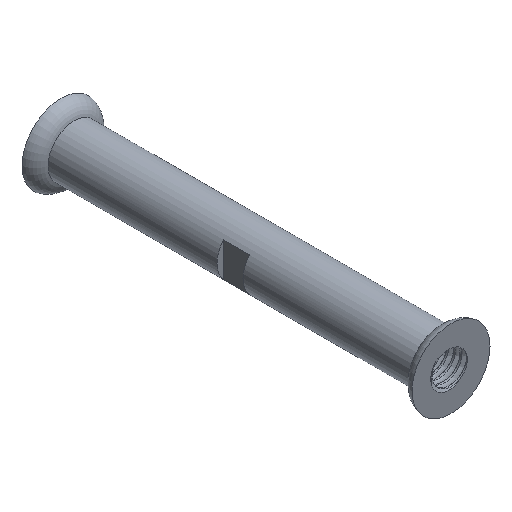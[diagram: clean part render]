
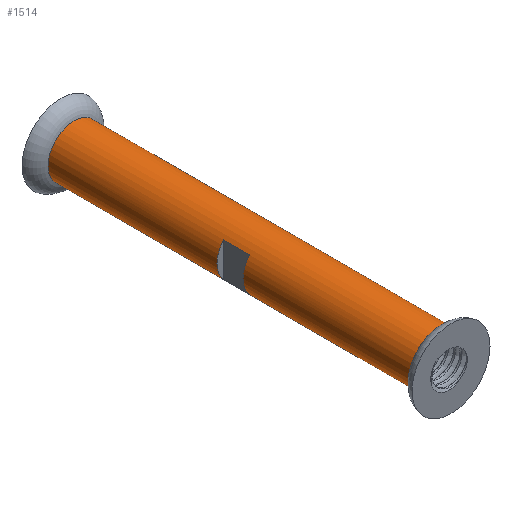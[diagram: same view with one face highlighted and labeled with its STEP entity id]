
A CAD part, isometric view. The second image highlights one B-rep face of the part: STEP entity #1514.
In plain terms, the highlighted cylindrical face has radius 4 mm (diameter 8 mm), a full revolution.
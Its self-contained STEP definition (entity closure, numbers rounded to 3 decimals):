
#15=FACE_BOUND('',#200,.T.);
#116=FACE_OUTER_BOUND('',#199,.T.);
#199=EDGE_LOOP('',(#1341,#1342,#1343,#1344,#1345,#1346,#1347,#1348,#1349,
#1350,#1351,#1352,#1353,#1354));
#200=EDGE_LOOP('',(#1355,#1356,#1357,#1358));
#217=CIRCLE('',#1608,4.);
#218=CIRCLE('',#1610,4.);
#219=CIRCLE('',#1613,4.);
#220=CIRCLE('',#1614,4.);
#221=CIRCLE('',#1617,4.);
#222=CIRCLE('',#1618,4.);
#225=CIRCLE('',#1626,4.);
#226=CIRCLE('',#1627,4.);
#229=CIRCLE('',#1631,4.);
#230=CIRCLE('',#1632,4.);
#429=LINE('',#6568,#501);
#430=LINE('',#6569,#502);
#432=LINE('',#6579,#504);
#434=LINE('',#6582,#506);
#437=LINE('',#6612,#509);
#438=LINE('',#6613,#510);
#501=VECTOR('',#1862,10.);
#502=VECTOR('',#1863,10.);
#504=VECTOR('',#1873,10.);
#506=VECTOR('',#1875,10.);
#509=VECTOR('',#1914,4.);
#510=VECTOR('',#1915,4.);
#649=VERTEX_POINT('',#6558);
#650=VERTEX_POINT('',#6559);
#651=VERTEX_POINT('',#6563);
#652=VERTEX_POINT('',#6564);
#653=VERTEX_POINT('',#6571);
#654=VERTEX_POINT('',#6572);
#655=VERTEX_POINT('',#6574);
#656=VERTEX_POINT('',#6578);
#657=VERTEX_POINT('',#6580);
#658=VERTEX_POINT('',#6584);
#662=VERTEX_POINT('',#6598);
#663=VERTEX_POINT('',#6600);
#665=VERTEX_POINT('',#6606);
#666=VERTEX_POINT('',#6608);
#875=EDGE_CURVE('',#649,#650,#217,.T.);
#877=EDGE_CURVE('',#651,#652,#218,.T.);
#879=EDGE_CURVE('',#652,#649,#429,.T.);
#880=EDGE_CURVE('',#650,#651,#430,.T.);
#881=EDGE_CURVE('',#653,#654,#219,.T.);
#883=EDGE_CURVE('',#654,#655,#220,.T.);
#884=EDGE_CURVE('',#656,#653,#432,.T.);
#886=EDGE_CURVE('',#655,#657,#434,.T.);
#887=EDGE_CURVE('',#657,#658,#221,.T.);
#888=EDGE_CURVE('',#658,#656,#222,.T.);
#893=EDGE_CURVE('',#663,#662,#225,.T.);
#894=EDGE_CURVE('',#662,#663,#226,.T.);
#897=EDGE_CURVE('',#666,#665,#229,.T.);
#898=EDGE_CURVE('',#665,#666,#230,.T.);
#899=EDGE_CURVE('',#663,#654,#437,.T.);
#900=EDGE_CURVE('',#658,#666,#438,.T.);
#1341=ORIENTED_EDGE('',*,*,#893,.T.);
#1342=ORIENTED_EDGE('',*,*,#894,.T.);
#1343=ORIENTED_EDGE('',*,*,#899,.T.);
#1344=ORIENTED_EDGE('',*,*,#883,.T.);
#1345=ORIENTED_EDGE('',*,*,#886,.T.);
#1346=ORIENTED_EDGE('',*,*,#887,.T.);
#1347=ORIENTED_EDGE('',*,*,#900,.T.);
#1348=ORIENTED_EDGE('',*,*,#897,.T.);
#1349=ORIENTED_EDGE('',*,*,#898,.T.);
#1350=ORIENTED_EDGE('',*,*,#900,.F.);
#1351=ORIENTED_EDGE('',*,*,#888,.T.);
#1352=ORIENTED_EDGE('',*,*,#884,.T.);
#1353=ORIENTED_EDGE('',*,*,#881,.T.);
#1354=ORIENTED_EDGE('',*,*,#899,.F.);
#1355=ORIENTED_EDGE('',*,*,#877,.T.);
#1356=ORIENTED_EDGE('',*,*,#879,.T.);
#1357=ORIENTED_EDGE('',*,*,#875,.T.);
#1358=ORIENTED_EDGE('',*,*,#880,.T.);
#1433=CYLINDRICAL_SURFACE('',#1633,4.);
#1514=ADVANCED_FACE('',(#116,#15),#1433,.T.);
#1608=AXIS2_PLACEMENT_3D('',#6560,#1852,#1853);
#1610=AXIS2_PLACEMENT_3D('',#6565,#1857,#1858);
#1613=AXIS2_PLACEMENT_3D('',#6573,#1866,#1867);
#1614=AXIS2_PLACEMENT_3D('',#6576,#1869,#1870);
#1617=AXIS2_PLACEMENT_3D('',#6585,#1878,#1879);
#1618=AXIS2_PLACEMENT_3D('',#6586,#1880,#1881);
#1626=AXIS2_PLACEMENT_3D('',#6601,#1898,#1899);
#1627=AXIS2_PLACEMENT_3D('',#6602,#1900,#1901);
#1631=AXIS2_PLACEMENT_3D('',#6609,#1908,#1909);
#1632=AXIS2_PLACEMENT_3D('',#6610,#1910,#1911);
#1633=AXIS2_PLACEMENT_3D('',#6611,#1912,#1913);
#1852=DIRECTION('center_axis',(0.,1.,0.));
#1853=DIRECTION('ref_axis',(1.,0.,0.));
#1857=DIRECTION('center_axis',(0.,-1.,0.));
#1858=DIRECTION('ref_axis',(1.,0.,0.));
#1862=DIRECTION('',(0.,1.,0.));
#1863=DIRECTION('',(0.,-1.,0.));
#1866=DIRECTION('center_axis',(0.,1.,0.));
#1867=DIRECTION('ref_axis',(1.,0.,0.));
#1869=DIRECTION('center_axis',(0.,1.,0.));
#1870=DIRECTION('ref_axis',(1.,0.,0.));
#1873=DIRECTION('',(0.,1.,0.));
#1875=DIRECTION('',(0.,-1.,0.));
#1878=DIRECTION('center_axis',(0.,-1.,0.));
#1879=DIRECTION('ref_axis',(1.,0.,0.));
#1880=DIRECTION('center_axis',(0.,-1.,0.));
#1881=DIRECTION('ref_axis',(1.,0.,0.));
#1898=DIRECTION('center_axis',(0.,-1.,0.));
#1899=DIRECTION('ref_axis',(1.,0.,0.));
#1900=DIRECTION('center_axis',(0.,-1.,0.));
#1901=DIRECTION('ref_axis',(1.,0.,0.));
#1908=DIRECTION('center_axis',(0.,1.,0.));
#1909=DIRECTION('ref_axis',(1.,0.,0.));
#1910=DIRECTION('center_axis',(0.,1.,0.));
#1911=DIRECTION('ref_axis',(1.,0.,0.));
#1912=DIRECTION('center_axis',(0.,1.,0.));
#1913=DIRECTION('ref_axis',(1.,0.,0.));
#1914=DIRECTION('',(0.,-1.,0.));
#1915=DIRECTION('',(0.,-1.,0.));
#6558=CARTESIAN_POINT('',(3.,32.,-7.354));
#6559=CARTESIAN_POINT('',(3.,32.,-12.646));
#6560=CARTESIAN_POINT('Origin',(0.,32.,-10.));
#6563=CARTESIAN_POINT('',(3.,28.,-12.646));
#6564=CARTESIAN_POINT('',(3.,28.,-7.354));
#6565=CARTESIAN_POINT('Origin',(0.,28.,-10.));
#6568=CARTESIAN_POINT('',(3.,0.,-7.354));
#6569=CARTESIAN_POINT('',(3.,0.,-12.646));
#6571=CARTESIAN_POINT('',(-3.,32.,-12.646));
#6572=CARTESIAN_POINT('',(-4.,32.,-10.));
#6573=CARTESIAN_POINT('Origin',(0.,32.,-10.));
#6574=CARTESIAN_POINT('',(-3.,32.,-7.354));
#6576=CARTESIAN_POINT('Origin',(0.,32.,-10.));
#6578=CARTESIAN_POINT('',(-3.,28.,-12.646));
#6579=CARTESIAN_POINT('',(-3.,0.,-12.646));
#6580=CARTESIAN_POINT('',(-3.,28.,-7.354));
#6582=CARTESIAN_POINT('',(-3.,0.,-7.354));
#6584=CARTESIAN_POINT('',(-4.,28.,-10.));
#6585=CARTESIAN_POINT('Origin',(0.,28.,-10.));
#6586=CARTESIAN_POINT('Origin',(0.,28.,-10.));
#6598=CARTESIAN_POINT('',(4.,58.,-10.));
#6600=CARTESIAN_POINT('',(-4.,58.,-10.));
#6601=CARTESIAN_POINT('Origin',(0.,58.,-10.));
#6602=CARTESIAN_POINT('Origin',(0.,58.,-10.));
#6606=CARTESIAN_POINT('',(4.,2.,-10.));
#6608=CARTESIAN_POINT('',(-4.,2.,-10.));
#6609=CARTESIAN_POINT('Origin',(0.,2.,-10.));
#6610=CARTESIAN_POINT('Origin',(0.,2.,-10.));
#6611=CARTESIAN_POINT('Origin',(0.,0.,-10.));
#6612=CARTESIAN_POINT('',(-4.,0.,-10.));
#6613=CARTESIAN_POINT('',(-4.,0.,-10.));
